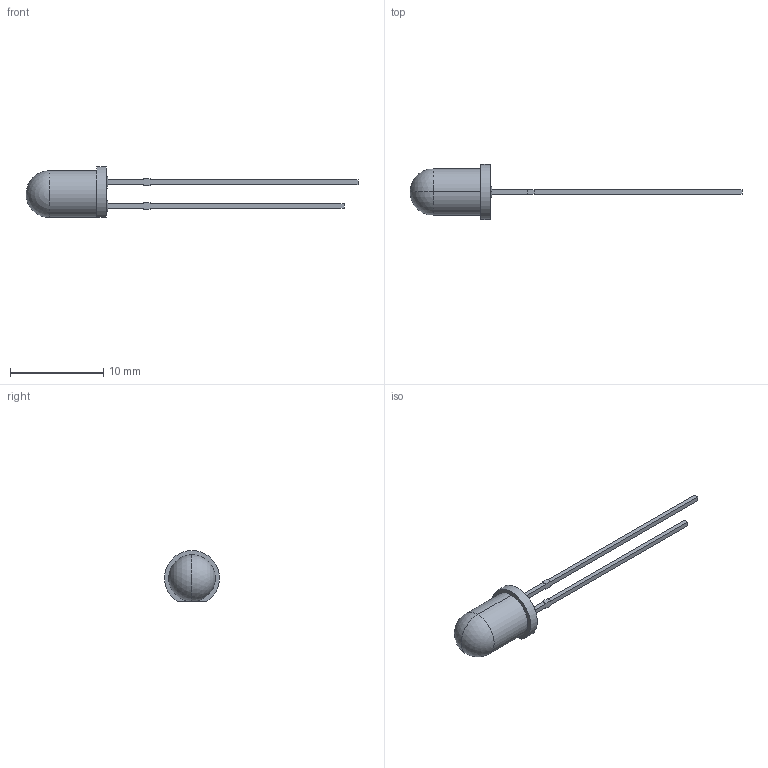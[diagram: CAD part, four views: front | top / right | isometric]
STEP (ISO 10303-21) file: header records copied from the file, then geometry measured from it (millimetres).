
FILE_DESCRIPTION (( 'STEP AP214' ), '1' );
FILE_NAME ('LED Kingbright - YE.STEP', '2025-12-15T17:29:55', ( '' ), ( '' ), 'SwSTEP 2.0', 'SolidWorks 2024', '' );
FILE_SCHEMA (( 'AUTOMOTIVE_DESIGN' ));
Length unit declared in the file: millimetre
Products named in the file (1): LED Kingbright - YE
Bounding box: 35.6 x 5.9 x 5.45 mm (x, y, z)
Volume: 175.9 mm3; surface area: 311 mm2
Topology: 9 solids, 9 shells, 100 faces, 240 edges, 159 vertices
Faces by surface type: plane 76, cone 9, cylinder 7, sphere 6, bspline 2
Entity records: 4121 total; most frequent: CARTESIAN_POINT 615, DIRECTION 472, ORIENTED_EDGE 472, EDGE_CURVE 236, VECTOR 182, LINE 182, VERTEX_POINT 157, AXIS2_PLACEMENT_3D 145
